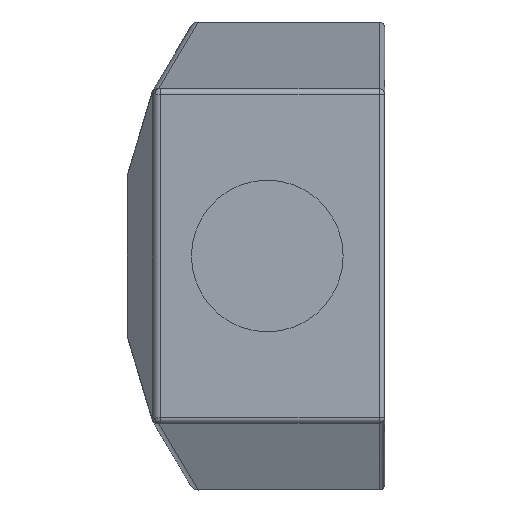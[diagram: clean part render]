
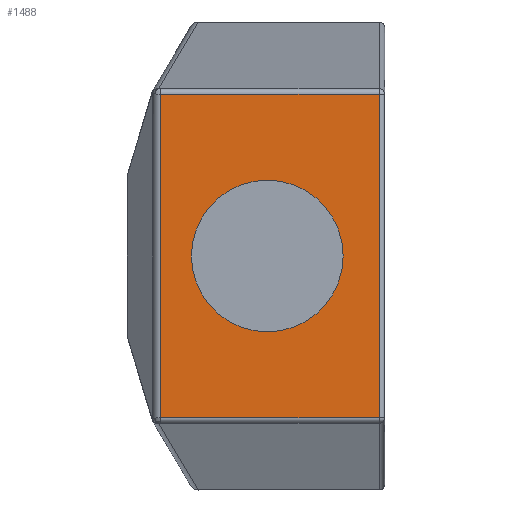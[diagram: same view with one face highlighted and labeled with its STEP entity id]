
A CAD part, front view. The second image highlights one B-rep face of the part: STEP entity #1488.
In plain terms, the highlighted planar face has unit normal (0, -1, 0).
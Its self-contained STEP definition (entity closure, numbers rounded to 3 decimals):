
#49=PLANE('',#1660);
#131=LINE('',#2756,#230);
#132=LINE('',#2814,#231);
#135=LINE('',#2874,#234);
#137=LINE('',#2977,#236);
#230=VECTOR('',#1973,10.);
#231=VECTOR('',#1990,10.);
#234=VECTOR('',#2003,10.);
#236=VECTOR('',#2009,10.);
#370=FACE_OUTER_BOUND('',#470,.T.);
#470=EDGE_LOOP('',(#1225,#1226,#1227,#1228));
#719=VERTEX_POINT('',#2750);
#720=VERTEX_POINT('',#2754);
#723=VERTEX_POINT('',#2807);
#725=VERTEX_POINT('',#2812);
#891=EDGE_CURVE('',#719,#720,#131,.T.);
#899=EDGE_CURVE('',#725,#723,#132,.T.);
#908=EDGE_CURVE('',#723,#719,#135,.T.);
#915=EDGE_CURVE('',#720,#725,#137,.T.);
#1225=ORIENTED_EDGE('',*,*,#891,.F.);
#1226=ORIENTED_EDGE('',*,*,#908,.F.);
#1227=ORIENTED_EDGE('',*,*,#899,.F.);
#1228=ORIENTED_EDGE('',*,*,#915,.F.);
#1488=ADVANCED_FACE('',(#370),#49,.T.);
#1660=AXIS2_PLACEMENT_3D('',#2976,#2007,#2008);
#1973=DIRECTION('',(-1.,0.,0.));
#1990=DIRECTION('',(1.,0.,0.));
#2003=DIRECTION('',(0.,0.,-1.));
#2007=DIRECTION('center_axis',(0.,-1.,0.));
#2008=DIRECTION('ref_axis',(0.,0.,
-1.));
#2009=DIRECTION('',(0.,0.,1.));
#2750=CARTESIAN_POINT('',(3.956,-34.5,-6.007));
#2754=CARTESIAN_POINT('',(-4.117,-34.5,-6.007));
#2756=CARTESIAN_POINT('',(-4.404,-34.5,-6.007));
#2807=CARTESIAN_POINT('',(3.956,-34.5,5.948));
#2812=CARTESIAN_POINT('',(-4.117,-34.5,5.948));
#2814=CARTESIAN_POINT('',(-4.404,-34.5,5.948));
#2874=CARTESIAN_POINT('',(3.956,-34.5,3.045));
#2976=CARTESIAN_POINT('Origin',(-4.404,-34.5,6.12));
#2977=CARTESIAN_POINT('',(-4.117,-34.5,1.544));
